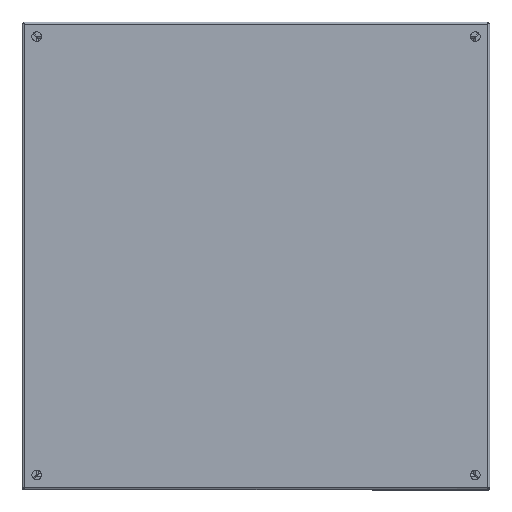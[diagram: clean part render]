
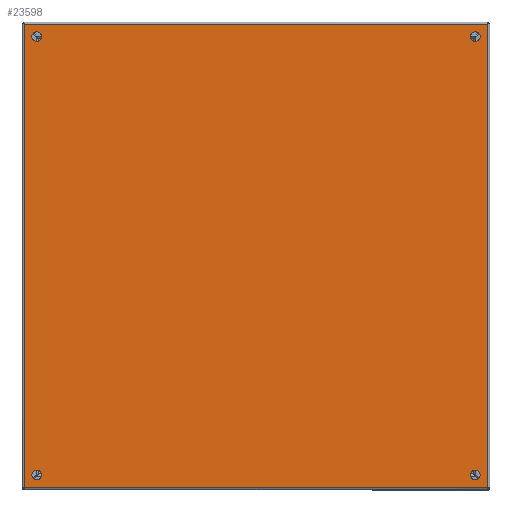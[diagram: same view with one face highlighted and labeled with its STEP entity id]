
A CAD part, top view. The second image highlights one B-rep face of the part: STEP entity #23598.
In plain terms, the highlighted face is planar.
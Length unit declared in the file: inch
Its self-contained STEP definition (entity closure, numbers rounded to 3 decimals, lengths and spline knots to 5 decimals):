
#168 = CIRCLE ( 'NONE', #32753, 0.25 ) ;
#414 = EDGE_LOOP ( 'NONE', ( #12350, #17899 ) ) ;
#1747 = AXIS2_PLACEMENT_3D ( 'NONE', #19701, #38228, #19909 ) ;
#2801 = CIRCLE ( 'NONE', #21923, 0.25 ) ;
#3441 = DIRECTION ( 'NONE',  ( 0., 1., 0. ) ) ;
#3921 = CARTESIAN_POINT ( 'NONE',  ( 0., 23., -11.25 ) ) ;
#4131 = CARTESIAN_POINT ( 'NONE',  ( 0., 23.892, -11.892 ) ) ;
#4737 = LINE ( 'NONE', #14270, #11831 ) ;
#4805 = DIRECTION ( 'NONE',  ( 0., 1., 0. ) ) ;
#4930 = FACE_BOUND ( 'NONE', #26207, .T. ) ;
#4945 = ORIENTED_EDGE ( 'NONE', *, *, #36922, .F. ) ;
#6434 = CARTESIAN_POINT ( 'NONE',  ( 0., 23.25, -11.25 ) ) ;
#6517 = DIRECTION ( 'NONE',  ( 0., 0., -1. ) ) ;
#6823 = CARTESIAN_POINT ( 'NONE',  ( 0., 23.5, 11.25 ) ) ;
#7099 = ORIENTED_EDGE ( 'NONE', *, *, #30137, .F. ) ;
#7647 = VERTEX_POINT ( 'NONE', #36020 ) ;
#7782 = CARTESIAN_POINT ( 'NONE',  ( 0., 0.072, -11.892 ) ) ;
#8043 = EDGE_CURVE ( 'NONE', #36406, #15559, #4737, .T. ) ;
#8608 = DIRECTION ( 'NONE',  ( 0., 1., 0. ) ) ;
#8755 = DIRECTION ( 'NONE',  ( 0., 1., 0. ) ) ;
#8842 = EDGE_LOOP ( 'NONE', ( #35408, #15733 ) ) ;
#9759 = VERTEX_POINT ( 'NONE', #6823 ) ;
#10239 = EDGE_CURVE ( 'NONE', #7647, #9759, #11215, .T. ) ;
#10796 = CARTESIAN_POINT ( 'NONE',  ( 0., 23.5, -11.25 ) ) ;
#11215 = CIRCLE ( 'NONE', #15048, 0.25 ) ;
#11348 = AXIS2_PLACEMENT_3D ( 'NONE', #15334, #39085, #8755 ) ;
#11444 = CIRCLE ( 'NONE', #11348, 0.25 ) ;
#11578 = VERTEX_POINT ( 'NONE', #25274 ) ;
#11622 = EDGE_CURVE ( 'NONE', #15559, #21200, #31542, .T. ) ;
#11752 = CARTESIAN_POINT ( 'NONE',  ( 0., 0.75, 11.25 ) ) ;
#11831 = VECTOR ( 'NONE', #32521, 39.37008 ) ;
#12066 = EDGE_CURVE ( 'NONE', #38305, #27320, #37759, .T. ) ;
#12202 = VERTEX_POINT ( 'NONE', #32266 ) ;
#12225 = DIRECTION ( 'NONE',  ( -1., 0., 0. ) ) ;
#12245 = CARTESIAN_POINT ( 'NONE',  ( 0., 0.108, 11.928 ) ) ;
#12350 = ORIENTED_EDGE ( 'NONE', *, *, #12066, .F. ) ;
#12389 = CARTESIAN_POINT ( 'NONE',  ( 0., 23.892, 11.892 ) ) ;
#12618 = CARTESIAN_POINT ( 'NONE',  ( 0., 0.75, -11.25 ) ) ;
#12908 = EDGE_CURVE ( 'NONE', #9759, #7647, #14042, .T. ) ;
#12983 = CARTESIAN_POINT ( 'NONE',  ( 0., 23.25, -11.25 ) ) ;
#13316 = DIRECTION ( 'NONE',  ( 0., -1., 0. ) ) ;
#13675 = VECTOR ( 'NONE', #13316, 39.37008 ) ;
#14042 = CIRCLE ( 'NONE', #30671, 0.25 ) ;
#14270 = CARTESIAN_POINT ( 'NONE',  ( 0., 23.892, 11.928 ) ) ;
#14483 = ORIENTED_EDGE ( 'NONE', *, *, #12908, .F. ) ;
#14552 = DIRECTION ( 'NONE',  ( 0., 1., 0. ) ) ;
#15048 = AXIS2_PLACEMENT_3D ( 'NONE', #29061, #35321, #17461 ) ;
#15334 = CARTESIAN_POINT ( 'NONE',  ( 0., 0.75, 11.25 ) ) ;
#15383 = ORIENTED_EDGE ( 'NONE', *, *, #17466, .F. ) ;
#15559 = VERTEX_POINT ( 'NONE', #12389 ) ;
#15733 = ORIENTED_EDGE ( 'NONE', *, *, #37782, .F. ) ;
#16430 = VECTOR ( 'NONE', #4805, 39.37008 ) ;
#17461 = DIRECTION ( 'NONE',  ( 0., 1., 0. ) ) ;
#17466 = EDGE_CURVE ( 'NONE', #11578, #36406, #25905, .T. ) ;
#17486 = FACE_BOUND ( 'NONE', #8842, .T. ) ;
#17899 = ORIENTED_EDGE ( 'NONE', *, *, #31384, .F. ) ;
#17963 = DIRECTION ( 'NONE',  ( -1., 0., 0. ) ) ;
#18513 = CARTESIAN_POINT ( 'NONE',  ( 0., 0.5, 11.25 ) ) ;
#18922 = CARTESIAN_POINT ( 'NONE',  ( 0., 0.072, 11.892 ) ) ;
#18949 = DIRECTION ( 'NONE',  ( -1., 0., 0. ) ) ;
#19701 = CARTESIAN_POINT ( 'NONE',  ( 0., 0.072, 11.928 ) ) ;
#19823 = VERTEX_POINT ( 'NONE', #10796 ) ;
#19909 = DIRECTION ( 'NONE',  ( 0., -1., 0. ) ) ;
#20009 = ORIENTED_EDGE ( 'NONE', *, *, #31194, .F. ) ;
#20206 = VERTEX_POINT ( 'NONE', #18513 ) ;
#20420 = CARTESIAN_POINT ( 'NONE',  ( 0., 23.25, 11.25 ) ) ;
#21200 = VERTEX_POINT ( 'NONE', #29053 ) ;
#21661 = CIRCLE ( 'NONE', #33902, 0.25 ) ;
#21923 = AXIS2_PLACEMENT_3D ( 'NONE', #11752, #17963, #14552 ) ;
#22439 = DIRECTION ( 'NONE',  ( 0., 1., 0. ) ) ;
#23257 = PLANE ( 'NONE',  #1747 ) ;
#23598 = ADVANCED_FACE ( 'NONE', ( #17486, #26621, #4930, #38606, #25854 ), #23257, .F. ) ;
#24076 = CIRCLE ( 'NONE', #36949, 0.25 ) ;
#24192 = AXIS2_PLACEMENT_3D ( 'NONE', #12618, #12225, #24593 ) ;
#24593 = DIRECTION ( 'NONE',  ( 0., 1., 0. ) ) ;
#25274 = CARTESIAN_POINT ( 'NONE',  ( 0., 0.108, -11.892 ) ) ;
#25614 = CARTESIAN_POINT ( 'NONE',  ( 0., 0.75, -11.25 ) ) ;
#25854 = FACE_BOUND ( 'NONE', #27675, .T. ) ;
#25905 = LINE ( 'NONE', #7782, #16430 ) ;
#26207 = EDGE_LOOP ( 'NONE', ( #14483, #31680 ) ) ;
#26621 = FACE_OUTER_BOUND ( 'NONE', #31475, .T. ) ;
#27320 = VERTEX_POINT ( 'NONE', #27505 ) ;
#27391 = VECTOR ( 'NONE', #6517, 39.37008 ) ;
#27505 = CARTESIAN_POINT ( 'NONE',  ( 0., 0.5, -11.25 ) ) ;
#27616 = LINE ( 'NONE', #12245, #27391 ) ;
#27675 = EDGE_LOOP ( 'NONE', ( #7099, #4945 ) ) ;
#28924 = ORIENTED_EDGE ( 'NONE', *, *, #8043, .F. ) ;
#29053 = CARTESIAN_POINT ( 'NONE',  ( 0., 0.108, 11.892 ) ) ;
#29061 = CARTESIAN_POINT ( 'NONE',  ( 0., 23.25, 11.25 ) ) ;
#30137 = EDGE_CURVE ( 'NONE', #19823, #34912, #24076, .T. ) ;
#30185 = DIRECTION ( 'NONE',  ( -1., 0., 0. ) ) ;
#30671 = AXIS2_PLACEMENT_3D ( 'NONE', #20420, #30185, #8608 ) ;
#31194 = EDGE_CURVE ( 'NONE', #21200, #11578, #27616, .T. ) ;
#31384 = EDGE_CURVE ( 'NONE', #27320, #38305, #21661, .T. ) ;
#31475 = EDGE_LOOP ( 'NONE', ( #20009, #36819, #28924, #15383 ) ) ;
#31542 = LINE ( 'NONE', #18922, #13675 ) ;
#31609 = DIRECTION ( 'NONE',  ( -1., 0., 0. ) ) ;
#31680 = ORIENTED_EDGE ( 'NONE', *, *, #10239, .F. ) ;
#32266 = CARTESIAN_POINT ( 'NONE',  ( 0., 1., 11.25 ) ) ;
#32521 = DIRECTION ( 'NONE',  ( 0., 0., 1. ) ) ;
#32753 = AXIS2_PLACEMENT_3D ( 'NONE', #12983, #31609, #3441 ) ;
#33091 = EDGE_CURVE ( 'NONE', #12202, #20206, #11444, .T. ) ;
#33902 = AXIS2_PLACEMENT_3D ( 'NONE', #25614, #37152, #22439 ) ;
#34628 = DIRECTION ( 'NONE',  ( 0., 1., 0. ) ) ;
#34912 = VERTEX_POINT ( 'NONE', #3921 ) ;
#35321 = DIRECTION ( 'NONE',  ( -1., 0., 0. ) ) ;
#35408 = ORIENTED_EDGE ( 'NONE', *, *, #33091, .F. ) ;
#35676 = CARTESIAN_POINT ( 'NONE',  ( 0., 1., -11.25 ) ) ;
#36020 = CARTESIAN_POINT ( 'NONE',  ( 0., 23., 11.25 ) ) ;
#36406 = VERTEX_POINT ( 'NONE', #4131 ) ;
#36819 = ORIENTED_EDGE ( 'NONE', *, *, #11622, .F. ) ;
#36922 = EDGE_CURVE ( 'NONE', #34912, #19823, #168, .T. ) ;
#36949 = AXIS2_PLACEMENT_3D ( 'NONE', #6434, #18949, #34628 ) ;
#37152 = DIRECTION ( 'NONE',  ( -1., 0., 0. ) ) ;
#37759 = CIRCLE ( 'NONE', #24192, 0.25 ) ;
#37782 = EDGE_CURVE ( 'NONE', #20206, #12202, #2801, .T. ) ;
#38228 = DIRECTION ( 'NONE',  ( 1., 0., 0. ) ) ;
#38305 = VERTEX_POINT ( 'NONE', #35676 ) ;
#38606 = FACE_BOUND ( 'NONE', #414, .T. ) ;
#39085 = DIRECTION ( 'NONE',  ( -1., 0., 0. ) ) ;
